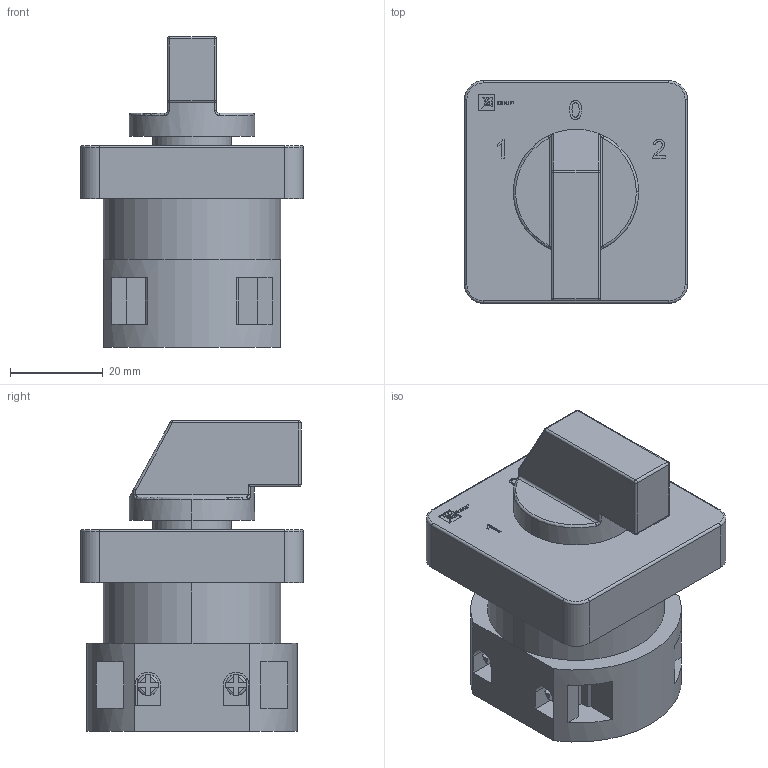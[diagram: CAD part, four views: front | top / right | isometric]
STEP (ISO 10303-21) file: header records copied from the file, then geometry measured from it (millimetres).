
FILE_DESCRIPTION (( 'STEP AP203' ), '1' );
FILE_NAME ('ﾏﾊ-1-21 25ﾀ 1ﾐ (pk-1-21-25).STEP', '2018-09-04T06:46:23', ( '' ), ( '' ), 'SwSTEP 2.0', 'SolidWorks 2017', '' );
FILE_SCHEMA (( 'CONFIG_CONTROL_DESIGN' ));
Length unit declared in the file: millimetre
Products named in the file (1): ﾏﾊ-1-21 25ﾀ 1ﾐ (pk-1-21-25)
Bounding box: 48 x 48 x 67 mm (x, y, z)
Volume: 76105.4 mm3; surface area: 15892.9 mm2
Topology: 1 solids, 1 shells, 330 faces, 877 edges, 565 vertices
Faces by surface type: plane 191, cylinder 67, bspline 43, torus 23, sphere 6
Entity records: 12193 total; most frequent: CARTESIAN_POINT 4131, ORIENTED_EDGE 1746, DIRECTION 1523, EDGE_CURVE 873, VERTEX_POINT 565, LINE 545, VECTOR 545, AXIS2_PLACEMENT_3D 489
